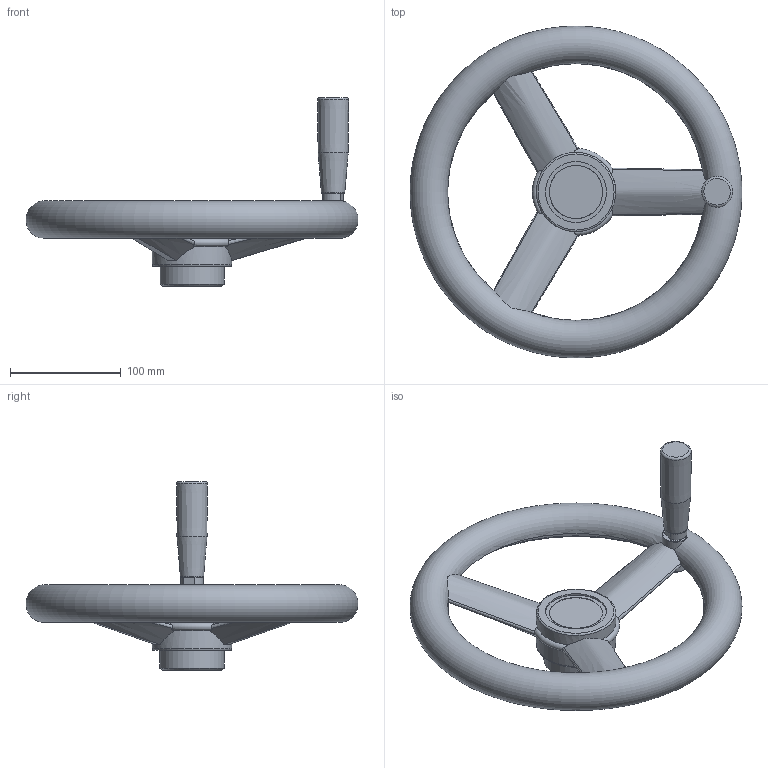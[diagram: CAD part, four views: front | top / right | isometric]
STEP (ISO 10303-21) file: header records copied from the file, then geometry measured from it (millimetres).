
FILE_DESCRIPTION( ( 'Unknown' ), '1' );
FILE_NAME( '6104035_VRA300-M.stp', 'Unknown', ( 'Unknown' ), ( 'Unknown' ), 'PSStep 10.0', 'Unknown', ' ' );
FILE_SCHEMA( ( 'automotive_design' ) );
Length unit declared in the file: millimetre
Products named in the file (1): 6104035
Bounding box: 299.93 x 299.96 x 170.6 mm (x, y, z)
Volume: 1004235.9 mm3; surface area: 152907.6 mm2
Topology: 1 solids, 3 shells, 102 faces, 262 edges, 167 vertices
Faces by surface type: plane 37, cylinder 24, bspline 15, cone 13, torus 12, sphere 1
Full cylindrical faces by diameter (mm): 6 x1, 8.3 x1, 9 x1, 10 x2, 10.6 x1, 12 x1, 14 x1, 14.5 x1, 48 x1, 55 x1, 58 x1, 71.7 x2
Entity records: 5358 total; most frequent: CARTESIAN_POINT 2431, ORIENTED_EDGE 434, DIRECTION 380, EDGE_CURVE 217, AXIS2_PLACEMENT_3D 172, VERTEX_POINT 153, EDGE_LOOP 139, FACE_OUTER_BOUND 122
